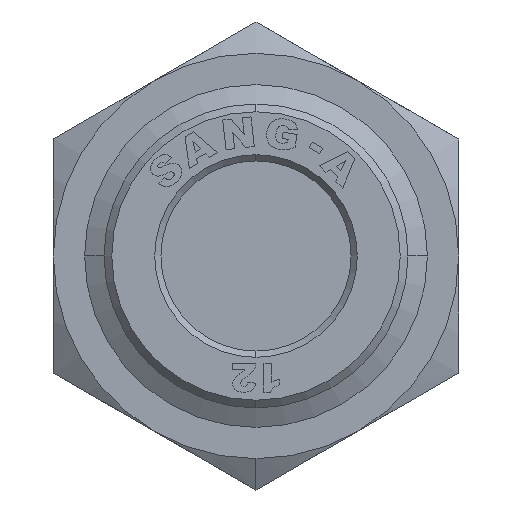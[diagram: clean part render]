
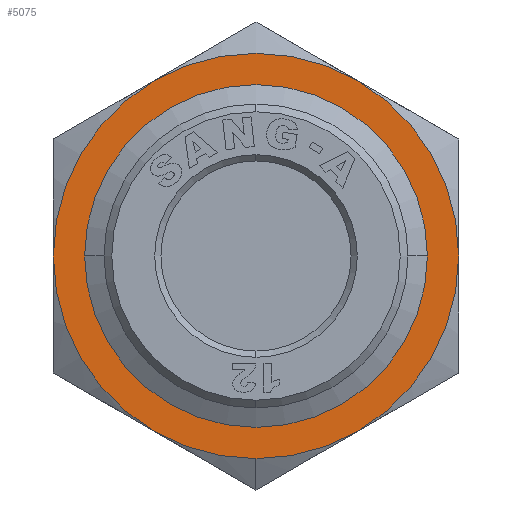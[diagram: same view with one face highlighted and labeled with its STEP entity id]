
A CAD part, left-side view. The second image highlights one B-rep face of the part: STEP entity #5075.
In plain terms, the highlighted face is planar.
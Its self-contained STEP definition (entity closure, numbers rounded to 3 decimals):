
#623 = EDGE_CURVE ( 'NONE', #895, #8617, #18361, .T. ) ;
#895 = VERTEX_POINT ( 'NONE', #15644 ) ;
#1039 = CIRCLE ( 'NONE', #15053, 13. ) ;
#1177 = CARTESIAN_POINT ( 'NONE',  ( 0., 0., -18.78 ) ) ;
#1422 = AXIS2_PLACEMENT_3D ( 'NONE', #22904, #22813, #10772 ) ;
#1658 = VERTEX_POINT ( 'NONE', #10302 ) ;
#1757 = DIRECTION ( 'NONE',  ( 0., -1., 0. ) ) ;
#1797 = EDGE_CURVE ( 'NONE', #17166, #14507, #9670, .T. ) ;
#2087 = DIRECTION ( 'NONE',  ( 0., 0., 1. ) ) ;
#2107 = PLANE ( 'NONE',  #13503 ) ;
#2455 = EDGE_CURVE ( 'NONE', #21565, #17166, #18919, .T. ) ;
#2829 = CIRCLE ( 'NONE', #8671, 10.993 ) ;
#3063 = DIRECTION ( 'NONE',  ( 0., 0., 1. ) ) ;
#3379 = DIRECTION ( 'NONE',  ( 0., 0., 1. ) ) ;
#4016 = CARTESIAN_POINT ( 'NONE',  ( 0., -10.993, -18.78 ) ) ;
#4423 = CIRCLE ( 'NONE', #1422, 13. ) ;
#5075 = ADVANCED_FACE ( 'NONE', ( #21467, #15007 ), #2107, .F. ) ;
#5745 = ORIENTED_EDGE ( 'NONE', *, *, #24635, .F. ) ;
#5767 = DIRECTION ( 'NONE',  ( 0., -1., 0. ) ) ;
#6165 = DIRECTION ( 'NONE',  ( 0., 0., 1. ) ) ;
#6931 = DIRECTION ( 'NONE',  ( 1., 0., 0. ) ) ;
#7788 = ORIENTED_EDGE ( 'NONE', *, *, #2455, .F. ) ;
#7830 = EDGE_CURVE ( 'NONE', #1658, #895, #15122, .T. ) ;
#7930 = VERTEX_POINT ( 'NONE', #15572 ) ;
#8033 = AXIS2_PLACEMENT_3D ( 'NONE', #11811, #13709, #5767 ) ;
#8523 = AXIS2_PLACEMENT_3D ( 'NONE', #22382, #16522, #22286 ) ;
#8577 = CARTESIAN_POINT ( 'NONE',  ( 0., 0., -18.78 ) ) ;
#8617 = VERTEX_POINT ( 'NONE', #9635 ) ;
#8671 = AXIS2_PLACEMENT_3D ( 'NONE', #11508, #21589, #1757 ) ;
#9334 = DIRECTION ( 'NONE',  ( 1., 0., 0. ) ) ;
#9384 = AXIS2_PLACEMENT_3D ( 'NONE', #19140, #13348, #9334 ) ;
#9635 = CARTESIAN_POINT ( 'NONE',  ( 11.258, 6.5, -18.78 ) ) ;
#9640 = EDGE_CURVE ( 'NONE', #20110, #7930, #2829, .T. ) ;
#9670 = CIRCLE ( 'NONE', #16099, 13. ) ;
#9733 = CARTESIAN_POINT ( 'NONE',  ( 0., 0., -18.78 ) ) ;
#10302 = CARTESIAN_POINT ( 'NONE',  ( 11.258, -6.5, -18.78 ) ) ;
#10345 = ORIENTED_EDGE ( 'NONE', *, *, #17270, .F. ) ;
#10526 = DIRECTION ( 'NONE',  ( 1., 0., 0. ) ) ;
#10772 = DIRECTION ( 'NONE',  ( 1., 0., 0. ) ) ;
#11186 = VERTEX_POINT ( 'NONE', #18983 ) ;
#11316 = CARTESIAN_POINT ( 'NONE',  ( -11.258, -6.5, -18.78 ) ) ;
#11508 = CARTESIAN_POINT ( 'NONE',  ( 0., 0., -18.78 ) ) ;
#11670 = ORIENTED_EDGE ( 'NONE', *, *, #1797, .F. ) ;
#11811 = CARTESIAN_POINT ( 'NONE',  ( 0., 0., -18.78 ) ) ;
#11901 = CIRCLE ( 'NONE', #8033, 10.993 ) ;
#12866 = DIRECTION ( 'NONE',  ( 1., 0., 0. ) ) ;
#13348 = DIRECTION ( 'NONE',  ( 0., 0., 1. ) ) ;
#13503 = AXIS2_PLACEMENT_3D ( 'NONE', #23677, #6165, #13923 ) ;
#13709 = DIRECTION ( 'NONE',  ( 0., 0., -1. ) ) ;
#13923 = DIRECTION ( 'NONE',  ( 1., 0., 0. ) ) ;
#14300 = ORIENTED_EDGE ( 'NONE', *, *, #14592, .F. ) ;
#14429 = ORIENTED_EDGE ( 'NONE', *, *, #14689, .F. ) ;
#14507 = VERTEX_POINT ( 'NONE', #14558 ) ;
#14558 = CARTESIAN_POINT ( 'NONE',  ( 0., -13., -18.78 ) ) ;
#14592 = EDGE_CURVE ( 'NONE', #11186, #21565, #1039, .T. ) ;
#14689 = EDGE_CURVE ( 'NONE', #8617, #11186, #4423, .T. ) ;
#14724 = AXIS2_PLACEMENT_3D ( 'NONE', #1177, #3379, #6931 ) ;
#15007 = FACE_OUTER_BOUND ( 'NONE', #19874, .T. ) ;
#15053 = AXIS2_PLACEMENT_3D ( 'NONE', #8577, #24467, #10526 ) ;
#15122 = CIRCLE ( 'NONE', #14724, 13. ) ;
#15572 = CARTESIAN_POINT ( 'NONE',  ( 0., 10.993, -18.78 ) ) ;
#15644 = CARTESIAN_POINT ( 'NONE',  ( 13., 0., -18.78 ) ) ;
#16099 = AXIS2_PLACEMENT_3D ( 'NONE', #22676, #3063, #12866 ) ;
#16295 = ORIENTED_EDGE ( 'NONE', *, *, #7830, .F. ) ;
#16522 = DIRECTION ( 'NONE',  ( 0., 0., 1. ) ) ;
#16874 = CARTESIAN_POINT ( 'NONE',  ( -11.258, 6.5, -18.78 ) ) ;
#17166 = VERTEX_POINT ( 'NONE', #11316 ) ;
#17270 = EDGE_CURVE ( 'NONE', #7930, #20110, #11901, .T. ) ;
#18361 = CIRCLE ( 'NONE', #8523, 13. ) ;
#18614 = EDGE_LOOP ( 'NONE', ( #23215, #10345 ) ) ;
#18919 = CIRCLE ( 'NONE', #9384, 13. ) ;
#18983 = CARTESIAN_POINT ( 'NONE',  ( 0., 13., -18.78 ) ) ;
#19140 = CARTESIAN_POINT ( 'NONE',  ( 0., 0., -18.78 ) ) ;
#19874 = EDGE_LOOP ( 'NONE', ( #11670, #7788, #14300, #14429, #21114, #16295, #5745 ) ) ;
#19994 = CIRCLE ( 'NONE', #24998, 13. ) ;
#20110 = VERTEX_POINT ( 'NONE', #4016 ) ;
#21114 = ORIENTED_EDGE ( 'NONE', *, *, #623, .F. ) ;
#21467 = FACE_BOUND ( 'NONE', #18614, .T. ) ;
#21565 = VERTEX_POINT ( 'NONE', #16874 ) ;
#21589 = DIRECTION ( 'NONE',  ( 0., 0., -1. ) ) ;
#21758 = DIRECTION ( 'NONE',  ( 1., 0., 0. ) ) ;
#22286 = DIRECTION ( 'NONE',  ( 1., 0., 0. ) ) ;
#22382 = CARTESIAN_POINT ( 'NONE',  ( 0., 0., -18.78 ) ) ;
#22676 = CARTESIAN_POINT ( 'NONE',  ( 0., 0., -18.78 ) ) ;
#22813 = DIRECTION ( 'NONE',  ( 0., 0., 1. ) ) ;
#22904 = CARTESIAN_POINT ( 'NONE',  ( 0., 0., -18.78 ) ) ;
#23215 = ORIENTED_EDGE ( 'NONE', *, *, #9640, .F. ) ;
#23677 = CARTESIAN_POINT ( 'NONE',  ( 7.506, -13., -18.78 ) ) ;
#24467 = DIRECTION ( 'NONE',  ( 0., 0., 1. ) ) ;
#24635 = EDGE_CURVE ( 'NONE', #14507, #1658, #19994, .T. ) ;
#24998 = AXIS2_PLACEMENT_3D ( 'NONE', #9733, #2087, #21758 ) ;
